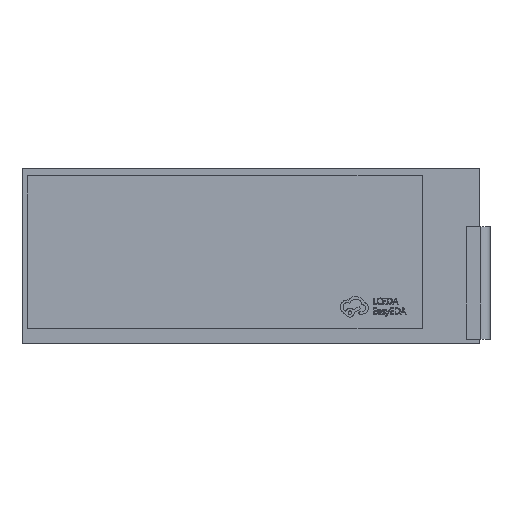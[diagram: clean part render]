
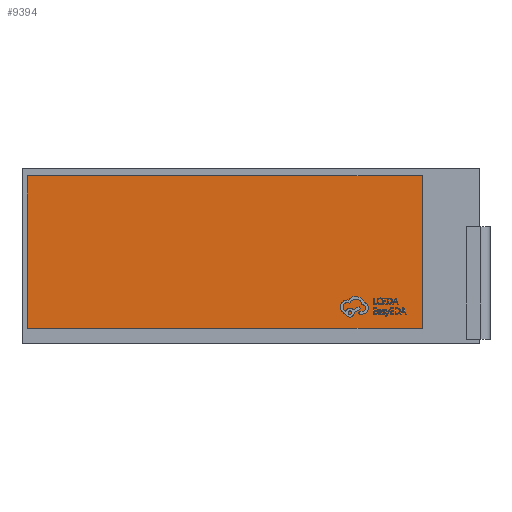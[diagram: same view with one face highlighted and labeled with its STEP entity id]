
A CAD part, top view. The second image highlights one B-rep face of the part: STEP entity #9394.
In plain terms, the highlighted planar face has unit normal (0, 0, 1).
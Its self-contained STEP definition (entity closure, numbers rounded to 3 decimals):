
#1874 = EDGE_LOOP ( 'NONE', ( #5556, #4729, #6160, #4880 ) ) ;
#3366 = LINE ( 'NONE', #11480, #7196 ) ;
#3787 = DIRECTION ( 'NONE',  ( -1., 0., 0. ) ) ;
#3935 = EDGE_CURVE ( 'NONE', #18298, #6657, #3366, .T. ) ;
#4729 = ORIENTED_EDGE ( 'NONE', *, *, #3935, .T. ) ;
#4880 = ORIENTED_EDGE ( 'NONE', *, *, #12194, .T. ) ;
#4913 = VECTOR ( 'NONE', #3787, 1000. ) ;
#5341 = DIRECTION ( 'NONE',  ( 0., 0., 1. ) ) ;
#5556 = ORIENTED_EDGE ( 'NONE', *, *, #17323, .T. ) ;
#5573 = DIRECTION ( 'NONE',  ( 0., -1., 0. ) ) ;
#6160 = ORIENTED_EDGE ( 'NONE', *, *, #11010, .T. ) ;
#6210 = AXIS2_PLACEMENT_3D ( 'NONE', #9557, #5341, #15332 ) ;
#6657 = VERTEX_POINT ( 'NONE', #13626 ) ;
#7196 = VECTOR ( 'NONE', #17464, 1000. ) ;
#7338 = VECTOR ( 'NONE', #5573, 1000. ) ;
#8033 = LINE ( 'NONE', #12393, #7338 ) ;
#8176 = LINE ( 'NONE', #9203, #4913 ) ;
#8277 = CARTESIAN_POINT ( 'NONE',  ( 31.049, 6.475, -0.692 ) ) ;
#9203 = CARTESIAN_POINT ( 'NONE',  ( 5.149, 6.475, -0.692 ) ) ;
#9359 = DIRECTION ( 'NONE',  ( 0., 1., 0. ) ) ;
#9394 = ADVANCED_FACE ( 'NONE', ( #15160 ), #11039, .T. ) ;
#9557 = CARTESIAN_POINT ( 'NONE',  ( 56.122, 0., -0.692 ) ) ;
#10940 = CARTESIAN_POINT ( 'NONE',  ( 31.049, 6.475, -0.692 ) ) ;
#11010 = EDGE_CURVE ( 'NONE', #6657, #14600, #17883, .T. ) ;
#11039 = PLANE ( 'NONE',  #6210 ) ;
#11480 = CARTESIAN_POINT ( 'NONE',  ( 5.149, -3.525, -0.692 ) ) ;
#12194 = EDGE_CURVE ( 'NONE', #14600, #12517, #8176, .T. ) ;
#12393 = CARTESIAN_POINT ( 'NONE',  ( 5.149, 6.475, -0.692 ) ) ;
#12517 = VERTEX_POINT ( 'NONE', #14177 ) ;
#13626 = CARTESIAN_POINT ( 'NONE',  ( 31.049, -3.525, -0.692 ) ) ;
#14177 = CARTESIAN_POINT ( 'NONE',  ( 5.149, 6.475, -0.692 ) ) ;
#14600 = VERTEX_POINT ( 'NONE', #8277 ) ;
#15160 = FACE_OUTER_BOUND ( 'NONE', #1874, .T. ) ;
#15332 = DIRECTION ( 'NONE',  ( 1., 0., 0. ) ) ;
#16521 = VECTOR ( 'NONE', #9359, 1000. ) ;
#17323 = EDGE_CURVE ( 'NONE', #12517, #18298, #8033, .T. ) ;
#17464 = DIRECTION ( 'NONE',  ( 1., 0., 0. ) ) ;
#17883 = LINE ( 'NONE', #10940, #16521 ) ;
#18007 = CARTESIAN_POINT ( 'NONE',  ( 5.149, -3.525, -0.692 ) ) ;
#18298 = VERTEX_POINT ( 'NONE', #18007 ) ;
